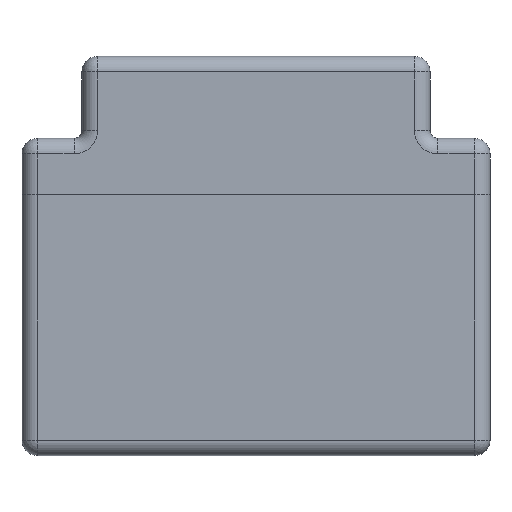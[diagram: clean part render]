
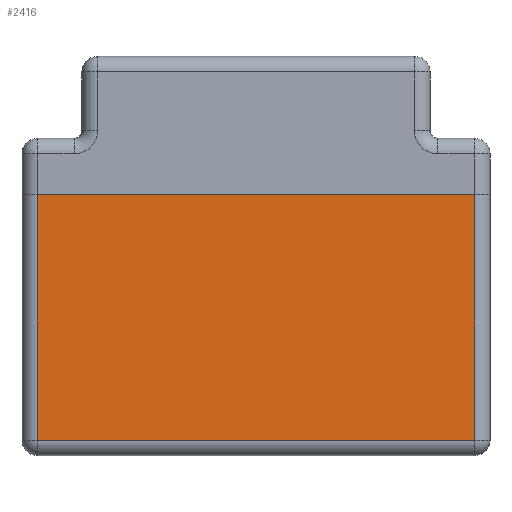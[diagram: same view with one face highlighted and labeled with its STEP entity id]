
A CAD part, front view. The second image highlights one B-rep face of the part: STEP entity #2416.
In plain terms, the highlighted planar face has unit normal (0, -1, 0).
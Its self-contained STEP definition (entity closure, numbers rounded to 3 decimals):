
#254=FACE_OUTER_BOUND('',#405,.T.);
#405=EDGE_LOOP('',(#2162,#2163,#2164,#2165));
#588=LINE('',#4283,#777);
#598=LINE('',#4310,#787);
#599=LINE('',#4314,#788);
#600=LINE('',#4315,#789);
#777=VECTOR('',#3409,10.);
#787=VECTOR('',#3435,10.);
#788=VECTOR('',#3440,10.);
#789=VECTOR('',#3441,10.);
#1157=VERTEX_POINT('',#4280);
#1158=VERTEX_POINT('',#4282);
#1167=VERTEX_POINT('',#4309);
#1168=VERTEX_POINT('',#4313);
#1491=EDGE_CURVE('',#1158,#1157,#588,.T.);
#1505=EDGE_CURVE('',#1158,#1167,#598,.T.);
#1507=EDGE_CURVE('',#1168,#1157,#599,.T.);
#1508=EDGE_CURVE('',#1167,#1168,#600,.T.);
#2162=ORIENTED_EDGE('',*,*,#1491,.T.);
#2163=ORIENTED_EDGE('',*,*,#1507,.F.);
#2164=ORIENTED_EDGE('',*,*,#1508,.F.);
#2165=ORIENTED_EDGE('',*,*,#1505,.F.);
#2287=PLANE('',#2715);
#2416=ADVANCED_FACE('',(#254),#2287,.T.);
#2715=AXIS2_PLACEMENT_3D('',#4312,#3438,#3439);
#3409=DIRECTION('',(-1.,0.,0.));
#3435=DIRECTION('',(0.,0.,-1.));
#3438=DIRECTION('center_axis',(0.,-1.,0.));
#3439=DIRECTION('ref_axis',(0.,0.,-1.));
#3440=DIRECTION('',(0.,0.,1.));
#3441=DIRECTION('',(-1.,0.,0.));
#4280=CARTESIAN_POINT('',(-28.25,-13.,6.5));
#4282=CARTESIAN_POINT('',(28.25,-13.,6.5));
#4283=CARTESIAN_POINT('',(0.,-13.,6.5));
#4309=CARTESIAN_POINT('',(28.25,-13.,-25.2));
#4310=CARTESIAN_POINT('',(28.25,-13.,6.2));
#4312=CARTESIAN_POINT('Origin',(0.,-13.,-1.4));
#4313=CARTESIAN_POINT('',(-28.25,-13.,-25.2));
#4314=CARTESIAN_POINT('',(-28.25,-13.,-14.3));
#4315=CARTESIAN_POINT('',(15.125,-13.,-25.2));
